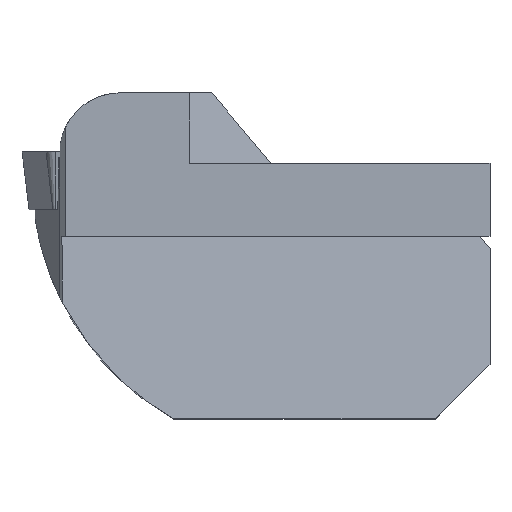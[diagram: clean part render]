
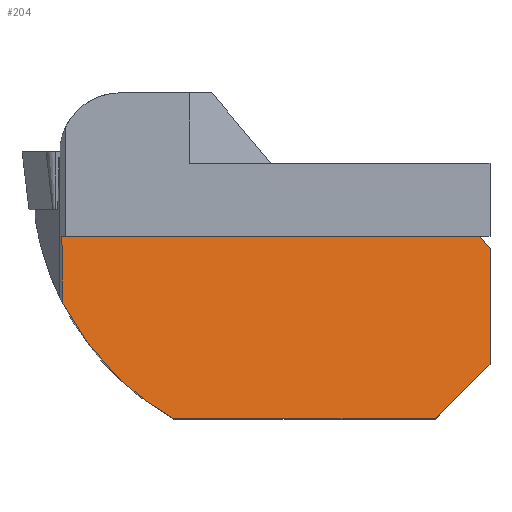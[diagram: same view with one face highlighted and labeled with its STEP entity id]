
A CAD part, top view. The second image highlights one B-rep face of the part: STEP entity #204.
In plain terms, the highlighted planar face has unit normal (0, 0.14, 0.99).
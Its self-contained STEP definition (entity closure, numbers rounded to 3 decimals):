
#204=ADVANCED_FACE('',(#316),#266,.T.);
#266=PLANE('',#1339);
#316=FACE_OUTER_BOUND('',#371,.T.);
#371=EDGE_LOOP('',(#534,#535,#536,#537,#538,#539,#540));
#443=ELLIPSE('',#1331,23.229,23.);
#534=ORIENTED_EDGE('',*,*,#954,.F.);
#535=ORIENTED_EDGE('',*,*,#931,.T.);
#536=ORIENTED_EDGE('',*,*,#934,.T.);
#537=ORIENTED_EDGE('',*,*,#955,.F.);
#538=ORIENTED_EDGE('',*,*,#956,.F.);
#539=ORIENTED_EDGE('',*,*,#957,.T.);
#540=ORIENTED_EDGE('',*,*,#958,.T.);
#809=VERTEX_POINT('',#1865);
#811=VERTEX_POINT('',#1869);
#814=VERTEX_POINT('',#1876);
#830=VERTEX_POINT('',#1940);
#831=VERTEX_POINT('',#1942);
#832=VERTEX_POINT('',#1944);
#833=VERTEX_POINT('',#1946);
#931=EDGE_CURVE('',#809,#811,#443,.T.);
#934=EDGE_CURVE('',#811,#814,#1083,.T.);
#954=EDGE_CURVE('',#809,#830,#1092,.T.);
#955=EDGE_CURVE('',#831,#814,#1093,.T.);
#956=EDGE_CURVE('',#832,#831,#1094,.T.);
#957=EDGE_CURVE('',#832,#833,#1095,.T.);
#958=EDGE_CURVE('',#833,#830,#1096,.T.);
#1083=LINE('',#1877,#1185);
#1092=LINE('',#1939,#1194);
#1093=LINE('',#1941,#1195);
#1094=LINE('',#1943,#1196);
#1095=LINE('',#1945,#1197);
#1096=LINE('',#1947,#1198);
#1185=VECTOR('',#1503,1.);
#1194=VECTOR('',#1524,1.);
#1195=VECTOR('',#1525,1.);
#1196=VECTOR('',#1526,1.);
#1197=VECTOR('',#1527,1.);
#1198=VECTOR('',#1528,1.);
#1331=AXIS2_PLACEMENT_3D('',#1870,#1497,#1498);
#1339=AXIS2_PLACEMENT_3D('',#1948,#1529,#1530);
#1497=DIRECTION('',(0.,0.14,0.99));
#1498=DIRECTION('',(0.,0.99,-0.14));
#1503=DIRECTION('',(1.,0.,0.));
#1524=DIRECTION('',(-0.004,0.99,-0.14));
#1525=DIRECTION('',(-0.704,-0.704,0.1));
#1526=DIRECTION('',(0.,-0.99,0.14));
#1527=DIRECTION('',(-0.639,0.762,-0.108));
#1528=DIRECTION('',(-1.,0.,0.));
#1529=DIRECTION('',(0.,0.14,0.99));
#1530=DIRECTION('',(0.,0.99,-0.14));
#1865=CARTESIAN_POINT('',(-24.175,-11.411,0.765));
#1869=CARTESIAN_POINT('',(-15.024,-21.,2.121));
#1870=CARTESIAN_POINT('',(-3.666,-1.,-0.707));
#1876=CARTESIAN_POINT('',(6.5,-21.,2.121));
#1877=CARTESIAN_POINT('',(-32.45,-21.,2.121));
#1939=CARTESIAN_POINT('',(-24.19,-7.514,0.214));
#1940=CARTESIAN_POINT('',(-24.196,-6.,0.));
#1941=CARTESIAN_POINT('',(-5.988,-33.488,3.888));
#1942=CARTESIAN_POINT('',(11.,-16.5,1.485));
#1943=CARTESIAN_POINT('',(11.,-7.545,0.219));
#1944=CARTESIAN_POINT('',(11.,-7.,0.141));
#1945=CARTESIAN_POINT('',(6.69,-1.863,-0.585));
#1946=CARTESIAN_POINT('',(10.161,-6.,0.));
#1947=CARTESIAN_POINT('',(-32.45,-6.,0.));
#1948=CARTESIAN_POINT('',(-32.45,-7.545,0.219));
